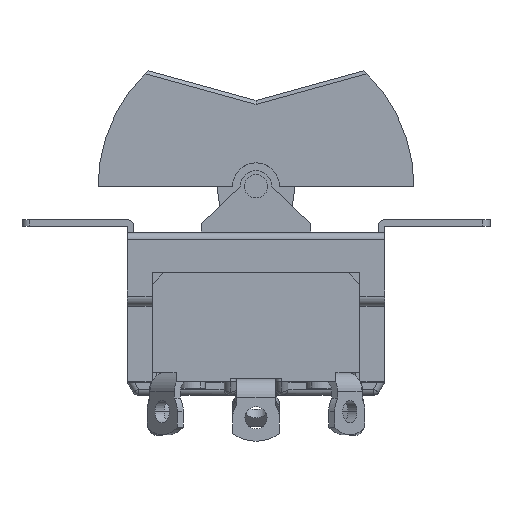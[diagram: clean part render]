
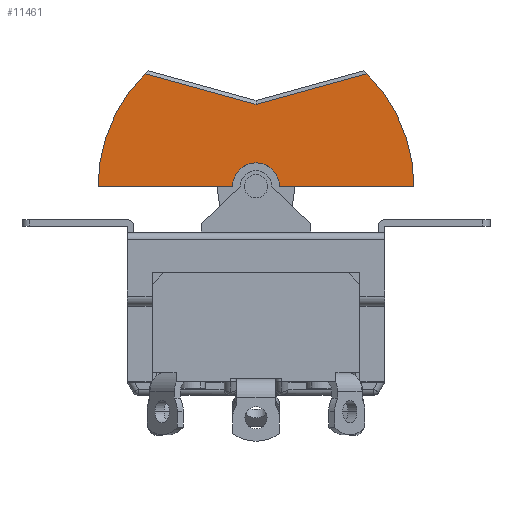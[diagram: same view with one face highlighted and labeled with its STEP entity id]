
A CAD part, top view. The second image highlights one B-rep face of the part: STEP entity #11461.
In plain terms, the highlighted planar face has unit normal (0, 0, 1).
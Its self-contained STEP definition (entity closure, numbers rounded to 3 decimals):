
#35 = EDGE_LOOP ( 'NONE', ( #3103, #13775, #14159, #11296, #11585, #2575, #5622 ) ) ;
#459 = CIRCLE ( 'NONE', #7959, 20.25 ) ;
#543 = AXIS2_PLACEMENT_3D ( 'NONE', #10960, #13303, #13201 ) ;
#660 = CARTESIAN_POINT ( 'NONE',  ( -14.226, 14.411, 8.5 ) ) ;
#950 = VECTOR ( 'NONE', #2131, 1000. ) ;
#1108 = CARTESIAN_POINT ( 'NONE',  ( -3., 0., 8.5 ) ) ;
#1160 = DIRECTION ( 'NONE',  ( 1., 0., 0. ) ) ;
#1398 = DIRECTION ( 'NONE',  ( -1., 0., 0. ) ) ;
#1425 = EDGE_CURVE ( 'NONE', #2306, #6875, #459, .T. ) ;
#1488 = CARTESIAN_POINT ( 'NONE',  ( 0., 0., 8.5 ) ) ;
#1551 = LINE ( 'NONE', #4338, #13092 ) ;
#1675 = CARTESIAN_POINT ( 'NONE',  ( 14.226, 14.411, 8.5 ) ) ;
#1860 = CARTESIAN_POINT ( 'NONE',  ( -20.25, 0., 8.5 ) ) ;
#2131 = DIRECTION ( 'NONE',  ( -1., 0., 0. ) ) ;
#2306 = VERTEX_POINT ( 'NONE', #1860 ) ;
#2435 = VECTOR ( 'NONE', #14156, 1000. ) ;
#2575 = ORIENTED_EDGE ( 'NONE', *, *, #6677, .T. ) ;
#2938 = CIRCLE ( 'NONE', #8909, 20.25 ) ;
#3103 = ORIENTED_EDGE ( 'NONE', *, *, #6534, .F. ) ;
#4338 = CARTESIAN_POINT ( 'NONE',  ( 3., 0., 8.5 ) ) ;
#5257 = EDGE_CURVE ( 'NONE', #9015, #6875, #7338, .T. ) ;
#5437 = EDGE_CURVE ( 'NONE', #12990, #6496, #13640, .T. ) ;
#5496 = PLANE ( 'NONE',  #543 ) ;
#5622 = ORIENTED_EDGE ( 'NONE', *, *, #14424, .T. ) ;
#5953 = CARTESIAN_POINT ( 'NONE',  ( 20.25, 0., 8.5 ) ) ;
#6328 = CARTESIAN_POINT ( 'NONE',  ( 1., 10.225, 8.5 ) ) ;
#6496 = VERTEX_POINT ( 'NONE', #7362 ) ;
#6534 = EDGE_CURVE ( 'NONE', #9015, #8945, #8199, .T. ) ;
#6677 = EDGE_CURVE ( 'NONE', #12990, #8858, #1551, .T. ) ;
#6858 = DIRECTION ( 'NONE',  ( 0., 0., 1. ) ) ;
#6875 = VERTEX_POINT ( 'NONE', #660 ) ;
#7070 = LINE ( 'NONE', #1108, #950 ) ;
#7338 = LINE ( 'NONE', #6328, #2435 ) ;
#7362 = CARTESIAN_POINT ( 'NONE',  ( -3., 0., 8.5 ) ) ;
#7959 = AXIS2_PLACEMENT_3D ( 'NONE', #1488, #12498, #1398 ) ;
#8199 = LINE ( 'NONE', #14029, #14157 ) ;
#8428 = CARTESIAN_POINT ( 'NONE',  ( 3., 0., 8.5 ) ) ;
#8765 = FACE_OUTER_BOUND ( 'NONE', #35, .T. ) ;
#8858 = VERTEX_POINT ( 'NONE', #5953 ) ;
#8909 = AXIS2_PLACEMENT_3D ( 'NONE', #10260, #10202, #1160 ) ;
#8945 = VERTEX_POINT ( 'NONE', #1675 ) ;
#9015 = VERTEX_POINT ( 'NONE', #11017 ) ;
#9710 = EDGE_CURVE ( 'NONE', #6496, #2306, #7070, .T. ) ;
#10130 = DIRECTION ( 'NONE',  ( 1., 0., 0. ) ) ;
#10202 = DIRECTION ( 'NONE',  ( 0., 0., 1. ) ) ;
#10260 = CARTESIAN_POINT ( 'NONE',  ( 0., 0., 8.5 ) ) ;
#10500 = DIRECTION ( 'NONE',  ( 0.964, 0.265, 0. ) ) ;
#10960 = CARTESIAN_POINT ( 'NONE',  ( 0., 0., 8.5 ) ) ;
#11017 = CARTESIAN_POINT ( 'NONE',  ( 0., 10.5, 8.5 ) ) ;
#11296 = ORIENTED_EDGE ( 'NONE', *, *, #9710, .F. ) ;
#11461 = ADVANCED_FACE ( 'NONE', ( #8765 ), #5496, .T. ) ;
#11585 = ORIENTED_EDGE ( 'NONE', *, *, #5437, .F. ) ;
#11958 = AXIS2_PLACEMENT_3D ( 'NONE', #13362, #6858, #10130 ) ;
#12109 = DIRECTION ( 'NONE',  ( 1., 0., 0. ) ) ;
#12498 = DIRECTION ( 'NONE',  ( 0., 0., -1. ) ) ;
#12990 = VERTEX_POINT ( 'NONE', #8428 ) ;
#13092 = VECTOR ( 'NONE', #12109, 1000. ) ;
#13201 = DIRECTION ( 'NONE',  ( 1., 0., 0. ) ) ;
#13303 = DIRECTION ( 'NONE',  ( 0., 0., 1. ) ) ;
#13362 = CARTESIAN_POINT ( 'NONE',  ( 0., 0., 8.5 ) ) ;
#13640 = CIRCLE ( 'NONE', #11958, 3. ) ;
#13775 = ORIENTED_EDGE ( 'NONE', *, *, #5257, .T. ) ;
#14029 = CARTESIAN_POINT ( 'NONE',  ( -1., 10.225, 8.5 ) ) ;
#14156 = DIRECTION ( 'NONE',  ( -0.964, 0.265, 0. ) ) ;
#14157 = VECTOR ( 'NONE', #10500, 1000. ) ;
#14159 = ORIENTED_EDGE ( 'NONE', *, *, #1425, .F. ) ;
#14424 = EDGE_CURVE ( 'NONE', #8858, #8945, #2938, .T. ) ;
